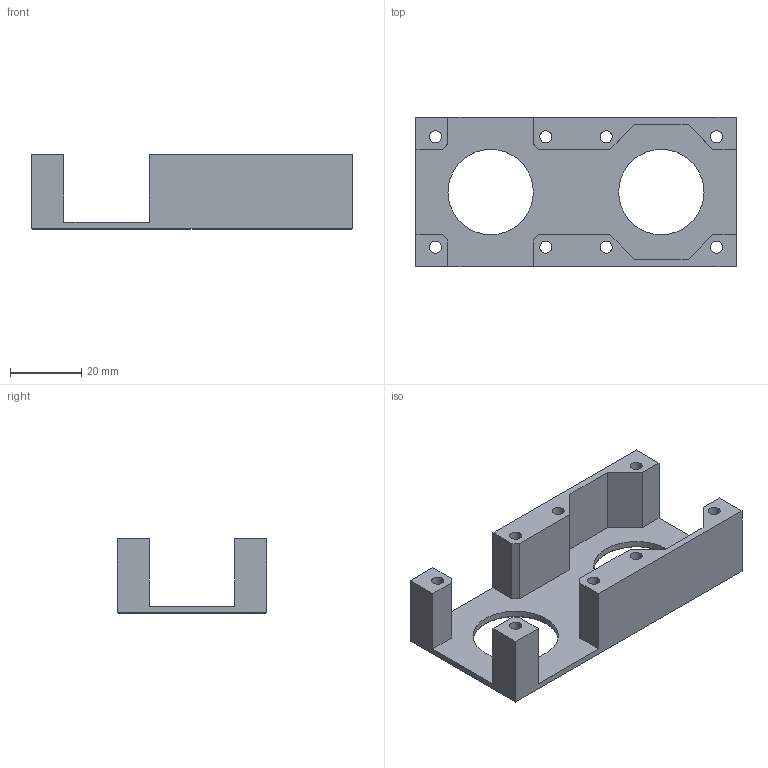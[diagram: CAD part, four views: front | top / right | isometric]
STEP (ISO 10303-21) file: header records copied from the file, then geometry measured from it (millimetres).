
FILE_DESCRIPTION (( 'STEP AP214' ), '1' );
FILE_NAME ('Íâ¿Ç-v1.STEP', '2023-04-03T07:58:09', ( '' ), ( '' ), 'SwSTEP 2.0', 'SolidWorks 2020', '' );
FILE_SCHEMA (( 'AUTOMOTIVE_DESIGN' ));
Length unit declared in the file: millimetre
Products named in the file (1): 俋褲-v1
Bounding box: 90 x 42 x 21 mm (x, y, z)
Volume: 20849.6 mm3; surface area: 14708.7 mm2
Topology: 1 solids, 1 shells, 74 faces, 192 edges, 120 vertices
Faces by surface type: plane 34, cone 20, cylinder 20
Entity records: 2318 total; most frequent: DIRECTION 402, CARTESIAN_POINT 387, ORIENTED_EDGE 384, EDGE_CURVE 192, AXIS2_PLACEMENT_3D 135, LINE 132, VECTOR 132, VERTEX_POINT 120
